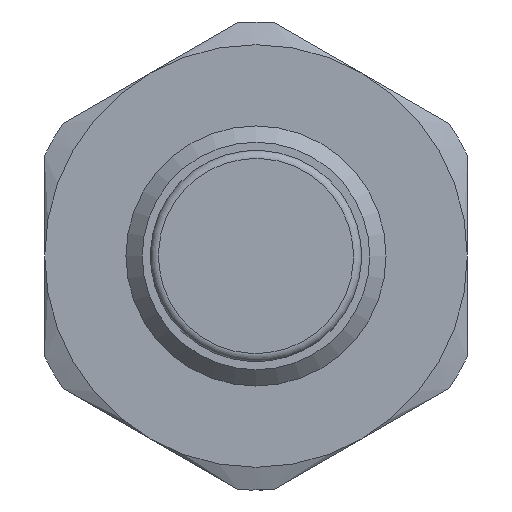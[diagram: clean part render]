
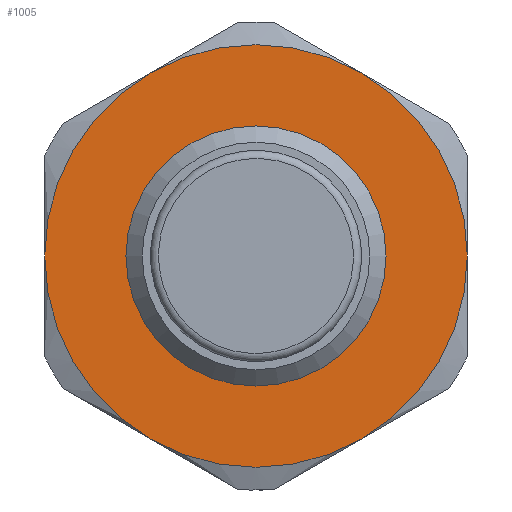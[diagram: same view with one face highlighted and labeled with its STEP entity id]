
A CAD part, left-side view. The second image highlights one B-rep face of the part: STEP entity #1005.
In plain terms, the highlighted planar face has unit normal (-1, 0, 0).
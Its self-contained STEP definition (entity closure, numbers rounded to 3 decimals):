
#170=FACE_BOUND('',#268,.T.);
#201=FACE_OUTER_BOUND('',#267,.T.);
#267=EDGE_LOOP('',(#731,#732,#733,#734,#735,#736));
#268=EDGE_LOOP('',(#737));
#335=CIRCLE('',#1120,6.5);
#336=CIRCLE('',#1121,6.5);
#337=CIRCLE('',#1122,6.5);
#338=CIRCLE('',#1123,6.5);
#339=CIRCLE('',#1124,6.5);
#340=CIRCLE('',#1125,6.5);
#341=CIRCLE('',#1126,4.);
#412=VERTEX_POINT('',#1665);
#413=VERTEX_POINT('',#1666);
#414=VERTEX_POINT('',#1668);
#415=VERTEX_POINT('',#1670);
#416=VERTEX_POINT('',#1672);
#417=VERTEX_POINT('',#1674);
#418=VERTEX_POINT('',#1677);
#525=EDGE_CURVE('',#412,#413,#335,.T.);
#526=EDGE_CURVE('',#413,#414,#336,.T.);
#527=EDGE_CURVE('',#414,#415,#337,.T.);
#528=EDGE_CURVE('',#415,#416,#338,.T.);
#529=EDGE_CURVE('',#416,#417,#339,.T.);
#530=EDGE_CURVE('',#417,#412,#340,.T.);
#531=EDGE_CURVE('',#418,#418,#341,.T.);
#731=ORIENTED_EDGE('',*,*,#525,.T.);
#732=ORIENTED_EDGE('',*,*,#526,.T.);
#733=ORIENTED_EDGE('',*,*,#527,.T.);
#734=ORIENTED_EDGE('',*,*,#528,.T.);
#735=ORIENTED_EDGE('',*,*,#529,.T.);
#736=ORIENTED_EDGE('',*,*,#530,.T.);
#737=ORIENTED_EDGE('',*,*,#531,.F.);
#901=PLANE('',#1119);
#1005=ADVANCED_FACE('',(#201,#170),#901,.T.);
#1119=AXIS2_PLACEMENT_3D('',#1664,#1317,#1318);
#1120=AXIS2_PLACEMENT_3D('',#1667,#1319,#1320);
#1121=AXIS2_PLACEMENT_3D('',#1669,#1321,#1322);
#1122=AXIS2_PLACEMENT_3D('',#1671,#1323,#1324);
#1123=AXIS2_PLACEMENT_3D('',#1673,#1325,#1326);
#1124=AXIS2_PLACEMENT_3D('',#1675,#1327,#1328);
#1125=AXIS2_PLACEMENT_3D('',#1676,#1329,#1330);
#1126=AXIS2_PLACEMENT_3D('',#1678,#1331,#1332);
#1317=DIRECTION('center_axis',(-1.,0.,0.));
#1318=DIRECTION('ref_axis',(0.,-0.5,-0.866));
#1319=DIRECTION('center_axis',(-1.,0.,0.));
#1320=DIRECTION('ref_axis',(0.,0.866,-0.5));
#1321=DIRECTION('center_axis',(-1.,0.,0.));
#1322=DIRECTION('ref_axis',(0.,0.866,-0.5));
#1323=DIRECTION('center_axis',(-1.,0.,0.));
#1324=DIRECTION('ref_axis',(0.,0.866,-0.5));
#1325=DIRECTION('center_axis',(-1.,0.,0.));
#1326=DIRECTION('ref_axis',(0.,0.866,-0.5));
#1327=DIRECTION('center_axis',(-1.,0.,0.));
#1328=DIRECTION('ref_axis',(0.,0.866,-0.5));
#1329=DIRECTION('center_axis',(-1.,0.,0.));
#1330=DIRECTION('ref_axis',(0.,0.866,-0.5));
#1331=DIRECTION('center_axis',(-1.,0.,0.));
#1332=DIRECTION('ref_axis',(0.,1.,0.));
#1664=CARTESIAN_POINT('Origin',(9.463,0.,
0.));
#1665=CARTESIAN_POINT('',(9.463,3.25,-5.629));
#1666=CARTESIAN_POINT('',(9.463,-3.25,-5.629));
#1667=CARTESIAN_POINT('Origin',(9.463,0.,
0.));
#1668=CARTESIAN_POINT('',(9.463,-6.5,0.));
#1669=CARTESIAN_POINT('Origin',(9.463,0.,
0.));
#1670=CARTESIAN_POINT('',(9.463,-3.25,5.629));
#1671=CARTESIAN_POINT('Origin',(9.463,0.,
0.));
#1672=CARTESIAN_POINT('',(9.463,3.25,5.629));
#1673=CARTESIAN_POINT('Origin',(9.463,0.,
0.));
#1674=CARTESIAN_POINT('',(9.463,6.5,0.));
#1675=CARTESIAN_POINT('Origin',(9.463,0.,
0.));
#1676=CARTESIAN_POINT('Origin',(9.463,0.,
0.));
#1677=CARTESIAN_POINT('',(9.463,-4.,0.));
#1678=CARTESIAN_POINT('Origin',(9.463,0.,0.));
